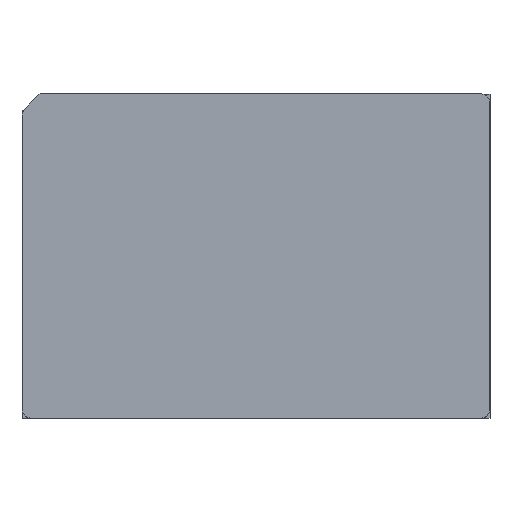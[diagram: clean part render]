
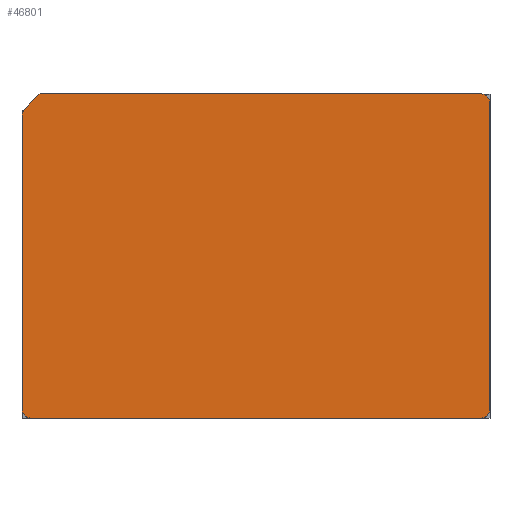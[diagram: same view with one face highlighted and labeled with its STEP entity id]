
A CAD part, top view. The second image highlights one B-rep face of the part: STEP entity #46801.
In plain terms, the highlighted planar face has unit normal (0, 0, 1).
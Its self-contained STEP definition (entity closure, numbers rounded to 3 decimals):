
#46685 = VERTEX_POINT('',#46686);
#46686 = CARTESIAN_POINT('',(33.01,-15.94,10.2));
#46694 = EDGE_CURVE('',#46685,#46695,#46697,.T.);
#46695 = VERTEX_POINT('',#46696);
#46696 = CARTESIAN_POINT('',(33.01,-37.601,10.2));
#46697 = LINE('',#46698,#46699);
#46698 = CARTESIAN_POINT('',(33.01,-15.94,10.2));
#46699 = VECTOR('',#46700,1.);
#46700 = DIRECTION('',(0.,-1.,0.));
#46783 = VERTEX_POINT('',#46784);
#46784 = CARTESIAN_POINT('',(32.41,-15.34,10.2));
#46790 = EDGE_CURVE('',#46685,#46783,#46791,.T.);
#46791 = CIRCLE('',#46792,0.6);
#46792 = AXIS2_PLACEMENT_3D('',#46793,#46794,#46795);
#46793 = CARTESIAN_POINT('',(32.41,-15.94,10.2));
#46794 = DIRECTION('',(0.,0.,1.));
#46795 = DIRECTION('',(1.,0.,-0.));
#46801 = ADVANCED_FACE('',(#46802),#46863,.T.);
#46802 = FACE_BOUND('',#46803,.T.);
#46803 = EDGE_LOOP('',(#46804,#46814,#46823,#46831,#46838,#46839,#46840,
    #46848,#46856));
#46804 = ORIENTED_EDGE('',*,*,#46805,.T.);
#46805 = EDGE_CURVE('',#46806,#46808,#46810,.T.);
#46806 = VERTEX_POINT('',#46807);
#46807 = CARTESIAN_POINT('',(0.01,-16.83,10.2));
#46808 = VERTEX_POINT('',#46809);
#46809 = CARTESIAN_POINT('',(0.01,-37.601,10.2));
#46810 = LINE('',#46811,#46812);
#46811 = CARTESIAN_POINT('',(0.01,-16.83,10.2));
#46812 = VECTOR('',#46813,1.);
#46813 = DIRECTION('',(0.,-1.,0.));
#46814 = ORIENTED_EDGE('',*,*,#46815,.T.);
#46815 = EDGE_CURVE('',#46808,#46816,#46818,.T.);
#46816 = VERTEX_POINT('',#46817);
#46817 = CARTESIAN_POINT('',(0.61,-38.201,10.2));
#46818 = CIRCLE('',#46819,0.6);
#46819 = AXIS2_PLACEMENT_3D('',#46820,#46821,#46822);
#46820 = CARTESIAN_POINT('',(0.61,-37.601,10.2));
#46821 = DIRECTION('',(0.,0.,1.));
#46822 = DIRECTION('',(-1.,0.,0.));
#46823 = ORIENTED_EDGE('',*,*,#46824,.T.);
#46824 = EDGE_CURVE('',#46816,#46825,#46827,.T.);
#46825 = VERTEX_POINT('',#46826);
#46826 = CARTESIAN_POINT('',(32.41,-38.201,10.2));
#46827 = LINE('',#46828,#46829);
#46828 = CARTESIAN_POINT('',(0.61,-38.201,10.2));
#46829 = VECTOR('',#46830,1.);
#46830 = DIRECTION('',(1.,0.,0.));
#46831 = ORIENTED_EDGE('',*,*,#46832,.T.);
#46832 = EDGE_CURVE('',#46825,#46695,#46833,.T.);
#46833 = CIRCLE('',#46834,0.6);
#46834 = AXIS2_PLACEMENT_3D('',#46835,#46836,#46837);
#46835 = CARTESIAN_POINT('',(32.41,-37.601,10.2));
#46836 = DIRECTION('',(0.,0.,1.));
#46837 = DIRECTION('',(0.,-1.,0.));
#46838 = ORIENTED_EDGE('',*,*,#46694,.F.);
#46839 = ORIENTED_EDGE('',*,*,#46790,.T.);
#46840 = ORIENTED_EDGE('',*,*,#46841,.T.);
#46841 = EDGE_CURVE('',#46783,#46842,#46844,.T.);
#46842 = VERTEX_POINT('',#46843);
#46843 = CARTESIAN_POINT('',(1.27,-15.321,10.2));
#46844 = LINE('',#46845,#46846);
#46845 = CARTESIAN_POINT('',(32.41,-15.34,10.2));
#46846 = VECTOR('',#46847,1.);
#46847 = DIRECTION('',(-1.,0.001,0.));
#46848 = ORIENTED_EDGE('',*,*,#46849,.T.);
#46849 = EDGE_CURVE('',#46842,#46850,#46852,.T.);
#46850 = VERTEX_POINT('',#46851);
#46851 = CARTESIAN_POINT('',(0.186,-16.405,10.2));
#46852 = LINE('',#46853,#46854);
#46853 = CARTESIAN_POINT('',(1.27,-15.321,10.2));
#46854 = VECTOR('',#46855,1.);
#46855 = DIRECTION('',(-0.707,-0.707,0.));
#46856 = ORIENTED_EDGE('',*,*,#46857,.T.);
#46857 = EDGE_CURVE('',#46850,#46806,#46858,.T.);
#46858 = CIRCLE('',#46859,0.6);
#46859 = AXIS2_PLACEMENT_3D('',#46860,#46861,#46862);
#46860 = CARTESIAN_POINT('',(0.61,-16.83,10.2));
#46861 = DIRECTION('',(0.,0.,1.));
#46862 = DIRECTION('',(-0.707,0.707,0.));
#46863 = PLANE('',#46864);
#46864 = AXIS2_PLACEMENT_3D('',#46865,#46866,#46867);
#46865 = CARTESIAN_POINT('',(7.971,-22.606,10.2));
#46866 = DIRECTION('',(0.,0.,1.));
#46867 = DIRECTION('',(1.,0.,-0.));
